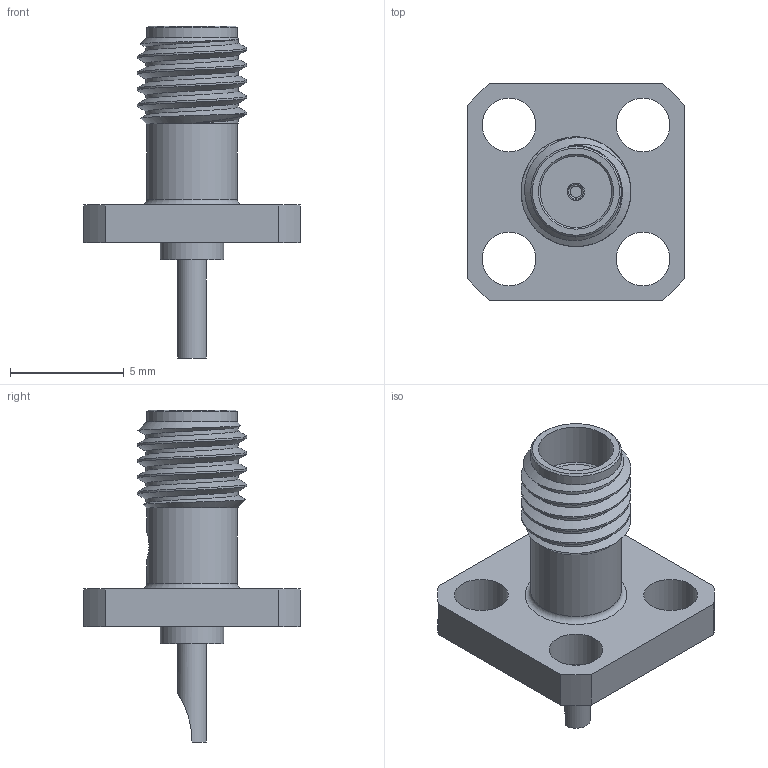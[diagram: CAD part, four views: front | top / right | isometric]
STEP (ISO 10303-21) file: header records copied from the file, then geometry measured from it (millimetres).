
FILE_DESCRIPTION (( 'STEP AP203' ), '1' );
FILE_NAME ('PE44394.step', '2020-04-02T22:08:34', ( '' ), ( '' ), 'SwSTEP 2.0', 'SolidWorks 2018', '' );
FILE_SCHEMA (( 'CONFIG_CONTROL_DESIGN' ));
Length unit declared in the file: inch
Products named in the file (1): PE44394
Bounding box: 9.53 x 9.53 x 14.61 mm (x, y, z)
Volume: 215 mm3; surface area: 437.6 mm2
Topology: 1 solids, 1 shells, 50 faces, 121 edges, 79 vertices
Faces by surface type: plane 21, cylinder 19, cone 6, bspline 3, torus 1
Full cylindrical faces by diameter (mm): 0.508 x1, 0.762 x2, 1.265 x1, 1.27 x1, 2.362 x4, 2.8 x1, 3.302 x1, 3.988 x2
Entity records: 3156 total; most frequent: CARTESIAN_POINT 2004, DIRECTION 222, ORIENTED_EDGE 194, EDGE_CURVE 97, AXIS2_PLACEMENT_3D 94, EDGE_LOOP 82, VERTEX_POINT 73, FACE_OUTER_BOUND 64
